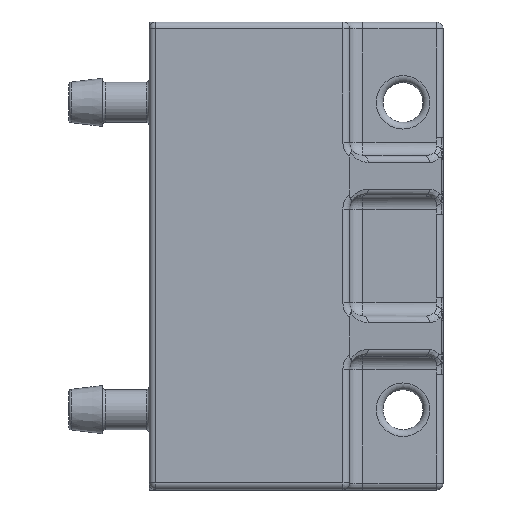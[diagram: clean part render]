
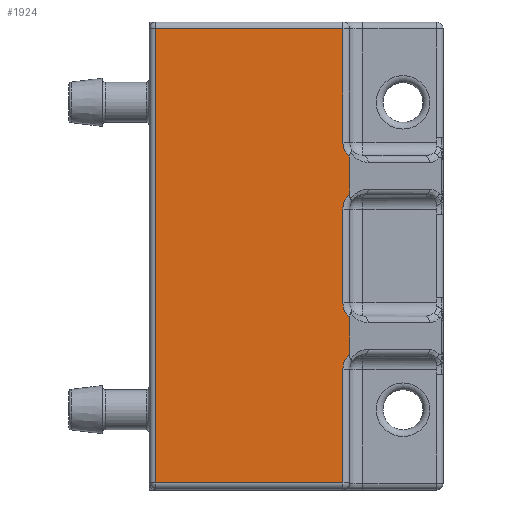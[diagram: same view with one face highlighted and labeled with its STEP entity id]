
A CAD part, top view. The second image highlights one B-rep face of the part: STEP entity #1924.
In plain terms, the highlighted planar face has unit normal (0, 0, 1).
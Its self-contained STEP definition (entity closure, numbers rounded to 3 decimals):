
#85=LINE('',#4968,#164);
#86=LINE('',#4970,#165);
#87=LINE('',#4972,#166);
#88=LINE('',#4974,#167);
#89=LINE('',#4976,#168);
#90=LINE('',#4980,#169);
#91=LINE('',#4984,#170);
#92=LINE('',#4987,#171);
#164=VECTOR('',#2428,8.5);
#165=VECTOR('',#2429,14.);
#166=VECTOR('',#2430,34.);
#167=VECTOR('',#2431,14.);
#168=VECTOR('',#2432,8.5);
#169=VECTOR('',#2435,2.764);
#170=VECTOR('',#2438,7.);
#171=VECTOR('',#2441,2.764);
#231=PLANE('',#2088);
#372=FACE_OUTER_BOUND('',#529,.T.);
#529=EDGE_LOOP('',(#1440,#1441,#1442,#1443,#1444,#1445,#1446,#1447,#1448,
#1449,#1450,#1451));
#681=CIRCLE('',#2089,1.5);
#682=CIRCLE('',#2090,1.5);
#683=CIRCLE('',#2091,1.5);
#684=CIRCLE('',#2092,1.5);
#922=VERTEX_POINT('',#4964);
#923=VERTEX_POINT('',#4965);
#924=VERTEX_POINT('',#4967);
#925=VERTEX_POINT('',#4969);
#926=VERTEX_POINT('',#4971);
#927=VERTEX_POINT('',#4973);
#928=VERTEX_POINT('',#4975);
#929=VERTEX_POINT('',#4977);
#930=VERTEX_POINT('',#4979);
#931=VERTEX_POINT('',#4981);
#932=VERTEX_POINT('',#4983);
#933=VERTEX_POINT('',#4985);
#1119=EDGE_CURVE('',#922,#923,#681,.T.);
#1120=EDGE_CURVE('',#924,#922,#85,.T.);
#1121=EDGE_CURVE('',#925,#924,#86,.T.);
#1122=EDGE_CURVE('',#926,#925,#87,.T.);
#1123=EDGE_CURVE('',#927,#926,#88,.T.);
#1124=EDGE_CURVE('',#928,#927,#89,.T.);
#1125=EDGE_CURVE('',#929,#928,#682,.T.);
#1126=EDGE_CURVE('',#929,#930,#90,.T.);
#1127=EDGE_CURVE('',#931,#930,#683,.T.);
#1128=EDGE_CURVE('',#932,#931,#91,.T.);
#1129=EDGE_CURVE('',#933,#932,#684,.T.);
#1130=EDGE_CURVE('',#933,#923,#92,.T.);
#1440=ORIENTED_EDGE('',*,*,#1119,.F.);
#1441=ORIENTED_EDGE('',*,*,#1120,.F.);
#1442=ORIENTED_EDGE('',*,*,#1121,.F.);
#1443=ORIENTED_EDGE('',*,*,#1122,.F.);
#1444=ORIENTED_EDGE('',*,*,#1123,.F.);
#1445=ORIENTED_EDGE('',*,*,#1124,.F.);
#1446=ORIENTED_EDGE('',*,*,#1125,.F.);
#1447=ORIENTED_EDGE('',*,*,#1126,.T.);
#1448=ORIENTED_EDGE('',*,*,#1127,.F.);
#1449=ORIENTED_EDGE('',*,*,#1128,.F.);
#1450=ORIENTED_EDGE('',*,*,#1129,.F.);
#1451=ORIENTED_EDGE('',*,*,#1130,.T.);
#1924=ADVANCED_FACE('',(#372),#231,.T.);
#2088=AXIS2_PLACEMENT_3D('',#4963,#2424,#2425);
#2089=AXIS2_PLACEMENT_3D('',#4966,#2426,#2427);
#2090=AXIS2_PLACEMENT_3D('',#4978,#2433,#2434);
#2091=AXIS2_PLACEMENT_3D('',#4982,#2436,#2437);
#2092=AXIS2_PLACEMENT_3D('',#4986,#2439,#2440);
#2424=DIRECTION('center_axis',(0.,0.,1.));
#2425=DIRECTION('ref_axis',(1.,0.,0.));
#2426=DIRECTION('center_axis',(0.,0.,1.));
#2427=DIRECTION('ref_axis',(-1.,0.,0.));
#2428=DIRECTION('',(0.,-1.,0.));
#2429=DIRECTION('',(1.,0.,0.));
#2430=DIRECTION('',(0.,1.,0.));
#2431=DIRECTION('',(-1.,0.,0.));
#2432=DIRECTION('',(0.,-1.,0.));
#2433=DIRECTION('center_axis',(0.,0.,1.));
#2434=DIRECTION('ref_axis',(-1.,0.,0.));
#2435=DIRECTION('',(0.,1.,0.));
#2436=DIRECTION('center_axis',(0.,0.,1.));
#2437=DIRECTION('ref_axis',(-1.,0.,0.));
#2438=DIRECTION('',(0.,-1.,0.));
#2439=DIRECTION('center_axis',(0.,0.,1.));
#2440=DIRECTION('ref_axis',(-1.,0.,0.));
#2441=DIRECTION('',(0.,1.,0.));
#4963=CARTESIAN_POINT('Origin',(0.,17.5,15.));
#4964=CARTESIAN_POINT('',(7.,26.,15.));
#4965=CARTESIAN_POINT('',(7.5,24.882,15.));
#4966=CARTESIAN_POINT('Origin',(8.5,26.,15.));
#4967=CARTESIAN_POINT('',(7.,34.5,15.));
#4968=CARTESIAN_POINT('',(7.,8.75,15.));
#4969=CARTESIAN_POINT('',(-7.,34.5,15.));
#4970=CARTESIAN_POINT('',(3.75,34.5,15.));
#4971=CARTESIAN_POINT('',(-7.,0.5,15.));
#4972=CARTESIAN_POINT('',(-7.,26.25,15.));
#4973=CARTESIAN_POINT('',(7.,0.5,15.));
#4974=CARTESIAN_POINT('',(-3.75,0.5,15.));
#4975=CARTESIAN_POINT('',(7.,9.,15.));
#4976=CARTESIAN_POINT('',(7.,8.75,15.));
#4977=CARTESIAN_POINT('',(7.5,10.118,15.));
#4978=CARTESIAN_POINT('Origin',(8.5,9.,15.));
#4979=CARTESIAN_POINT('',(7.5,12.882,15.));
#4980=CARTESIAN_POINT('',(7.5,35.,15.));
#4981=CARTESIAN_POINT('',(7.,14.,15.));
#4982=CARTESIAN_POINT('Origin',(8.5,14.,15.));
#4983=CARTESIAN_POINT('',(7.,21.,15.));
#4984=CARTESIAN_POINT('',(7.,8.75,15.));
#4985=CARTESIAN_POINT('',(7.5,22.118,15.));
#4986=CARTESIAN_POINT('Origin',(8.5,21.,15.));
#4987=CARTESIAN_POINT('',(7.5,35.,15.));
